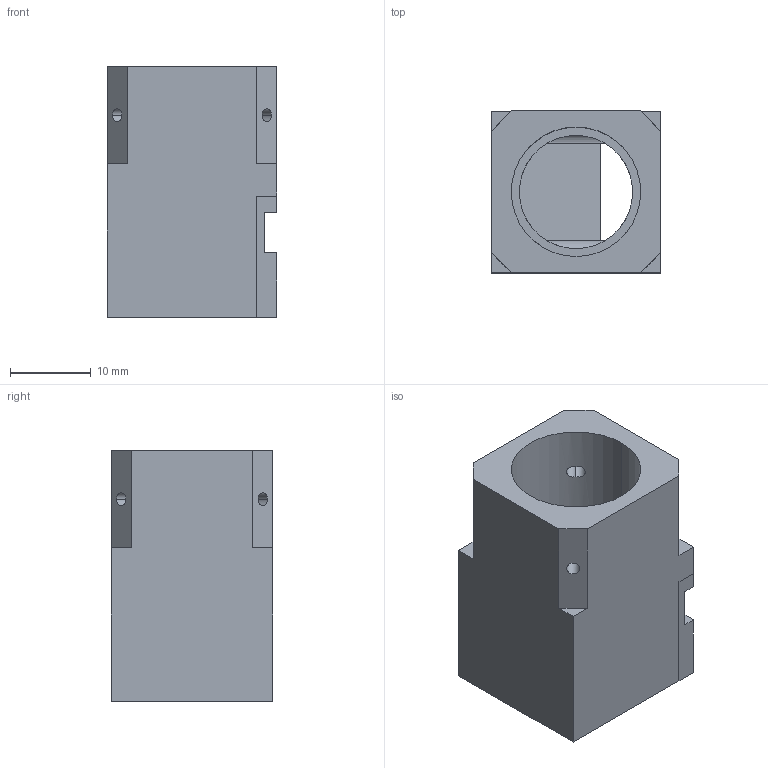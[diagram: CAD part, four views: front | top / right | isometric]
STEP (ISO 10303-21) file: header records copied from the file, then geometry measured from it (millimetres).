
FILE_DESCRIPTION (( 'STEP AP203' ), '1' );
FILE_NAME ('XF-ADL90-16D-3.STEP', '2016-06-22T07:38:27', ( 'Lxtx999.CoM' ), ( 'Lxtx999.CoM' ), 'SwSTEP 2.0', 'SolidWorks 2014', '' );
FILE_SCHEMA (( 'CONFIG_CONTROL_DESIGN' ));
Length unit declared in the file: millimetre
Products named in the file (4): XF-ADL90-16D-3-01翋极-20150408V5; J-MR12-01-斜边反射直角反射棱镜-20151019V5; XF-ADL90-16D-3; XF-ADL90-16D-3-02裔赽-20150408V5
Assembly tree (3 placements, depth 2):
  XF-ADL90-16D-3
    XF-ADL90-16D-3-01翋极-20150408V5
    J-MR12-01-斜边反射直角反射棱镜-20151019V5
    XF-ADL90-16D-3-02裔赽-20150408V5
Bounding box: 21 x 20 x 31 mm (x, y, z)
Volume: 6975.2 mm3; surface area: 5659.6 mm2
Topology: 3 solids, 3 shells, 76 faces, 206 edges, 134 vertices
Faces by surface type: plane 45, cylinder 27, cone 4
Entity records: 2978 total; most frequent: CARTESIAN_POINT 621, ORIENTED_EDGE 404, DIRECTION 402, EDGE_CURVE 202, LINE 140, VECTOR 140, VERTEX_POINT 134, AXIS2_PLACEMENT_3D 131
